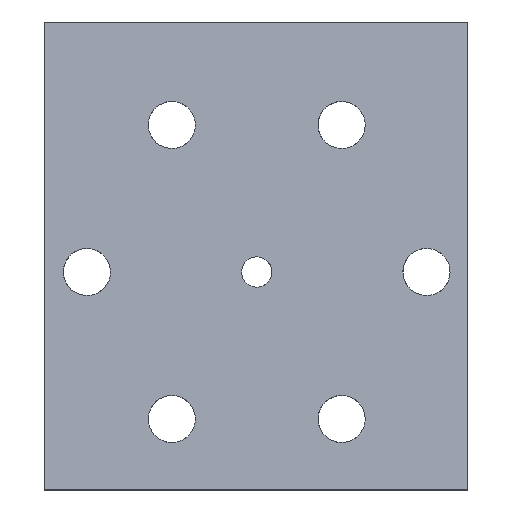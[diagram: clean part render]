
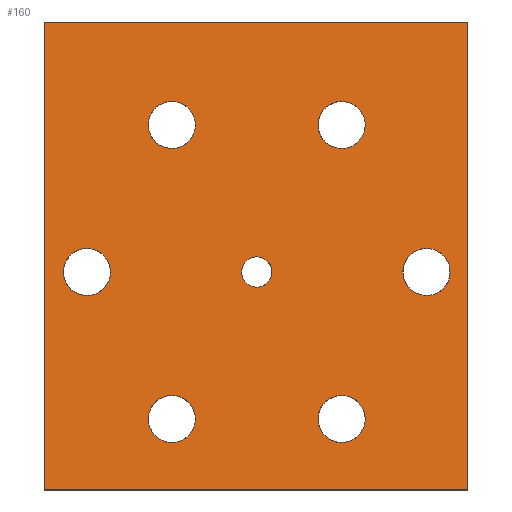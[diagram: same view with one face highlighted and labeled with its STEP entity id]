
A CAD part, top view. The second image highlights one B-rep face of the part: STEP entity #160.
In plain terms, the highlighted planar face has unit normal (0, 0.112, 0.994).
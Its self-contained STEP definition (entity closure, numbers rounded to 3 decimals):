
#160 = ADVANCED_FACE('',(#161,#195,#206,#217,#228,#239,#250,#261),#272,
  .F.);
#161 = FACE_BOUND('',#162,.T.);
#162 = EDGE_LOOP('',(#163,#173,#181,#189));
#163 = ORIENTED_EDGE('',*,*,#164,.F.);
#164 = EDGE_CURVE('',#165,#167,#169,.T.);
#165 = VERTEX_POINT('',#166);
#166 = CARTESIAN_POINT('',(-29.7,-37.5,76.061));
#167 = VERTEX_POINT('',#168);
#168 = CARTESIAN_POINT('',(-29.7,27.99,68.655));
#169 = LINE('',#170,#171);
#170 = CARTESIAN_POINT('',(-29.7,28.604,68.585));
#171 = VECTOR('',#172,1.);
#172 = DIRECTION('',(0.,0.994,-0.112));
#173 = ORIENTED_EDGE('',*,*,#174,.F.);
#174 = EDGE_CURVE('',#175,#165,#177,.T.);
#175 = VERTEX_POINT('',#176);
#176 = CARTESIAN_POINT('',(29.5,-37.5,76.061));
#177 = LINE('',#178,#179);
#178 = CARTESIAN_POINT('',(29.5,-37.5,76.061));
#179 = VECTOR('',#180,1.);
#180 = DIRECTION('',(-1.,0.,0.));
#181 = ORIENTED_EDGE('',*,*,#182,.F.);
#182 = EDGE_CURVE('',#183,#175,#185,.T.);
#183 = VERTEX_POINT('',#184);
#184 = CARTESIAN_POINT('',(29.5,27.99,68.655));
#185 = LINE('',#186,#187);
#186 = CARTESIAN_POINT('',(29.5,-4.221,72.297));
#187 = VECTOR('',#188,1.);
#188 = DIRECTION('',(0.,-0.994,0.112)
  );
#189 = ORIENTED_EDGE('',*,*,#190,.F.);
#190 = EDGE_CURVE('',#167,#183,#191,.T.);
#191 = LINE('',#192,#193);
#192 = CARTESIAN_POINT('',(29.5,27.99,68.655));
#193 = VECTOR('',#194,1.);
#194 = DIRECTION('',(1.,0.,0.));
#195 = FACE_BOUND('',#196,.T.);
#196 = EDGE_LOOP('',(#197));
#197 = ORIENTED_EDGE('',*,*,#198,.F.);
#198 = EDGE_CURVE('',#199,#199,#201,.T.);
#199 = VERTEX_POINT('',#200);
#200 = CARTESIAN_POINT('',(-27.06,-7.,72.612));
#201 = ELLIPSE('',#202,3.321,3.3);
#202 = AXIS2_PLACEMENT_3D('',#203,#204,#205);
#203 = CARTESIAN_POINT('',(-23.76,-7.,72.612));
#204 = DIRECTION('',(0.,0.112,0.994));
#205 = DIRECTION('',(0.,0.994,-0.112));
#206 = FACE_BOUND('',#207,.T.);
#207 = EDGE_LOOP('',(#208));
#208 = ORIENTED_EDGE('',*,*,#209,.F.);
#209 = EDGE_CURVE('',#210,#210,#212,.T.);
#210 = VERTEX_POINT('',#211);
#211 = CARTESIAN_POINT('',(2.117,-7.,72.612));
#212 = ELLIPSE('',#213,2.13,2.117);
#213 = AXIS2_PLACEMENT_3D('',#214,#215,#216);
#214 = CARTESIAN_POINT('',(0.,-7.,72.612));
#215 = DIRECTION('',(0.,0.112,0.994));
#216 = DIRECTION('',(0.,-0.994,0.112)
  );
#217 = FACE_BOUND('',#218,.T.);
#218 = EDGE_LOOP('',(#219));
#219 = ORIENTED_EDGE('',*,*,#220,.F.);
#220 = EDGE_CURVE('',#221,#221,#223,.T.);
#221 = VERTEX_POINT('',#222);
#222 = CARTESIAN_POINT('',(20.46,-7.,72.612));
#223 = ELLIPSE('',#224,3.321,3.3);
#224 = AXIS2_PLACEMENT_3D('',#225,#226,#227);
#225 = CARTESIAN_POINT('',(23.76,-7.,72.612));
#226 = DIRECTION('',(0.,0.112,0.994));
#227 = DIRECTION('',(0.,0.994,-0.112));
#228 = FACE_BOUND('',#229,.T.);
#229 = EDGE_LOOP('',(#230));
#230 = ORIENTED_EDGE('',*,*,#231,.T.);
#231 = EDGE_CURVE('',#232,#232,#234,.T.);
#232 = VERTEX_POINT('',#233);
#233 = CARTESIAN_POINT('',(-15.18,-27.577,74.939));
#234 = ELLIPSE('',#235,3.321,3.3);
#235 = AXIS2_PLACEMENT_3D('',#236,#237,#238);
#236 = CARTESIAN_POINT('',(-11.88,-27.577,74.939));
#237 = DIRECTION('',(0.,-0.112,-0.994
    ));
#238 = DIRECTION('',(0.,-0.994,0.112));
#239 = FACE_BOUND('',#240,.T.);
#240 = EDGE_LOOP('',(#241));
#241 = ORIENTED_EDGE('',*,*,#242,.T.);
#242 = EDGE_CURVE('',#243,#243,#245,.T.);
#243 = VERTEX_POINT('',#244);
#244 = CARTESIAN_POINT('',(8.58,-27.577,74.939));
#245 = ELLIPSE('',#246,3.321,3.3);
#246 = AXIS2_PLACEMENT_3D('',#247,#248,#249);
#247 = CARTESIAN_POINT('',(11.88,-27.577,74.939));
#248 = DIRECTION('',(0.,-0.112,-0.994
    ));
#249 = DIRECTION('',(0.,-0.994,0.112));
#250 = FACE_BOUND('',#251,.T.);
#251 = EDGE_LOOP('',(#252));
#252 = ORIENTED_EDGE('',*,*,#253,.F.);
#253 = EDGE_CURVE('',#254,#254,#256,.T.);
#254 = VERTEX_POINT('',#255);
#255 = CARTESIAN_POINT('',(8.58,13.577,70.285));
#256 = ELLIPSE('',#257,3.321,3.3);
#257 = AXIS2_PLACEMENT_3D('',#258,#259,#260);
#258 = CARTESIAN_POINT('',(11.88,13.577,70.285));
#259 = DIRECTION('',(0.,0.112,0.994));
#260 = DIRECTION('',(0.,0.994,-0.112));
#261 = FACE_BOUND('',#262,.T.);
#262 = EDGE_LOOP('',(#263));
#263 = ORIENTED_EDGE('',*,*,#264,.F.);
#264 = EDGE_CURVE('',#265,#265,#267,.T.);
#265 = VERTEX_POINT('',#266);
#266 = CARTESIAN_POINT('',(-15.18,13.577,70.285));
#267 = ELLIPSE('',#268,3.321,3.3);
#268 = AXIS2_PLACEMENT_3D('',#269,#270,#271);
#269 = CARTESIAN_POINT('',(-11.88,13.577,70.285));
#270 = DIRECTION('',(0.,0.112,0.994));
#271 = DIRECTION('',(0.,0.994,-0.112));
#272 = PLANE('',#273);
#273 = AXIS2_PLACEMENT_3D('',#274,#275,#276);
#274 = CARTESIAN_POINT('',(29.5,27.99,68.655));
#275 = DIRECTION('',(0.,-0.112,-0.994
    ));
#276 = DIRECTION('',(0.,-0.994,0.112)
  );
